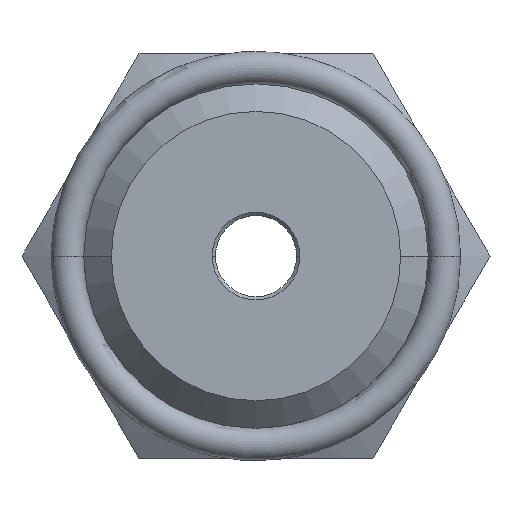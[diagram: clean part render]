
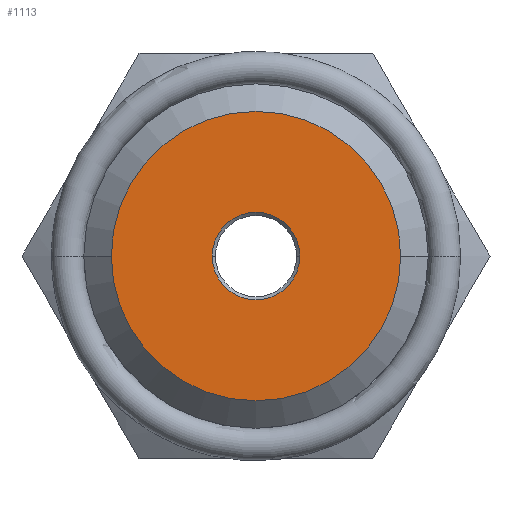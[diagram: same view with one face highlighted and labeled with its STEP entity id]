
A CAD part, front view. The second image highlights one B-rep face of the part: STEP entity #1113.
In plain terms, the highlighted planar face has unit normal (0, -1, 0).
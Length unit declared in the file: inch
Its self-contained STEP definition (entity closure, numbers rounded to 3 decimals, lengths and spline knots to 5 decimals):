
#115=CARTESIAN_POINT('',(0.,0.,0.));
#116=DIRECTION('',(0.,1.,0.));
#117=DIRECTION('',(1.,0.,0.));
#118=AXIS2_PLACEMENT_3D('',#115,#116,#117);
#146=CARTESIAN_POINT('',(0.,0.,0.));
#147=DIRECTION('',(0.,1.,0.));
#148=DIRECTION('',(-1.,0.,0.));
#149=AXIS2_PLACEMENT_3D('',#146,#147,#148);
#955=CARTESIAN_POINT('',(0.,0.,0.));
#956=DIRECTION('',(0.,-1.,0.));
#957=DIRECTION('',(-1.,0.,0.));
#958=AXIS2_PLACEMENT_3D('',#955,#956,#957);
#971=CARTESIAN_POINT('',(0.,0.,0.));
#972=DIRECTION('',(0.,-1.,0.));
#973=DIRECTION('',(1.,0.,0.));
#974=AXIS2_PLACEMENT_3D('',#971,#972,#973);
#1060=CARTESIAN_POINT('',(-0.44625,0.,0.));
#1061=CARTESIAN_POINT('',(0.44625,0.,0.));
#1062=VERTEX_POINT('',#1060);
#1063=VERTEX_POINT('',#1061);
#1076=CARTESIAN_POINT('',(-0.135,0.,0.));
#1077=CARTESIAN_POINT('',(0.135,0.,0.));
#1078=VERTEX_POINT('',#1076);
#1079=VERTEX_POINT('',#1077);
#1096=CARTESIAN_POINT('',(0.,0.,0.));
#1097=DIRECTION('',(0.,1.,0.));
#1098=DIRECTION('',(1.,0.,0.));
#1099=AXIS2_PLACEMENT_3D('',#1096,#1097,#1098);
#1100=PLANE('',#1099);
#1102=ORIENTED_EDGE('',*,*,#1101,.T.);
#1104=ORIENTED_EDGE('',*,*,#1103,.T.);
#1105=EDGE_LOOP('',(#1102,#1104));
#1106=FACE_OUTER_BOUND('',#1105,.F.);
#1108=ORIENTED_EDGE('',*,*,#1107,.T.);
#1110=ORIENTED_EDGE('',*,*,#1109,.T.);
#1111=EDGE_LOOP('',(#1108,#1110));
#1112=FACE_BOUND('',#1111,.F.);
#1113=ADVANCED_FACE('',(#1106,#1112),#1100,.F.);
#119=CIRCLE('',#118,0.44625);
#150=CIRCLE('',#149,0.44625);
#959=CIRCLE('',#958,0.135);
#975=CIRCLE('',#974,0.135);
#1101=EDGE_CURVE('',#1063,#1062,#119,.T.);
#1103=EDGE_CURVE('',#1062,#1063,#150,.T.);
#1107=EDGE_CURVE('',#1079,#1078,#975,.T.);
#1109=EDGE_CURVE('',#1078,#1079,#959,.T.);
